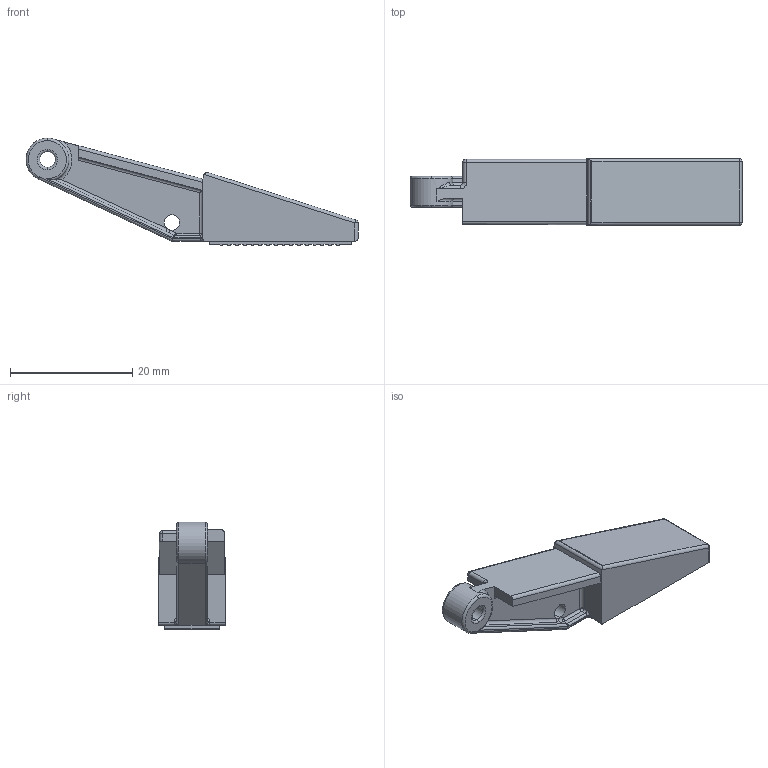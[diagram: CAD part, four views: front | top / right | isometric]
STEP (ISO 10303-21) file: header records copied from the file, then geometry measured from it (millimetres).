
FILE_DESCRIPTION (( 'STEP AP214' ), '1' );
FILE_NAME ('fingertips.STEP', '2014-04-10T19:46:27', ( 'Xing Gao' ), ( 'MathWorks' ), 'SwSTEP 2.0', 'SolidWorks 2013', '' );
FILE_SCHEMA (( 'AUTOMOTIVE_DESIGN' ));
Length unit declared in the file: centimetre
Products named in the file (1): fingertips
Bounding box: 54.34 x 10.92 x 17.62 mm (x, y, z)
Volume: 3203.3 mm3; surface area: 2365.9 mm2
Topology: 1 solids, 1 shells, 132 faces, 343 edges, 207 vertices
Faces by surface type: cylinder 60, plane 45, torus 18, bspline 6, sphere 3
Entity records: 4546 total; most frequent: CARTESIAN_POINT 943, ORIENTED_EDGE 676, DIRECTION 676, EDGE_CURVE 338, AXIS2_PLACEMENT_3D 246, VERTEX_POINT 207, LINE 184, VECTOR 184
